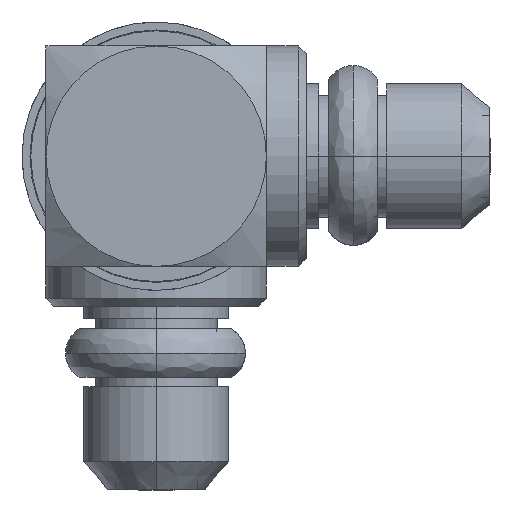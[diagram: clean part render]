
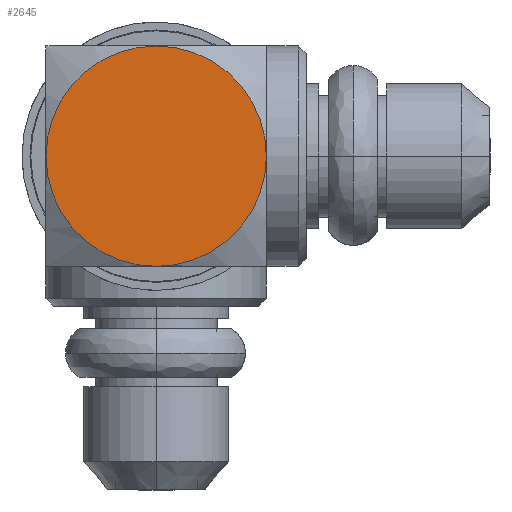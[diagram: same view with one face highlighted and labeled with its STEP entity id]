
A CAD part, left-side view. The second image highlights one B-rep face of the part: STEP entity #2645.
In plain terms, the highlighted planar face has unit normal (-1, 0, 0).
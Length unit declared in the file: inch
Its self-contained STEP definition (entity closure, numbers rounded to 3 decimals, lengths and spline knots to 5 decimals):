
#125 = EDGE_CURVE ( 'NONE', #1127, #2784, #2162, .T. ) ;
#161 = EDGE_CURVE ( 'NONE', #2764, #1127, #1438, .T. ) ;
#222 = CIRCLE ( 'NONE', #973, 0.069 ) ;
#323 = ORIENTED_EDGE ( 'NONE', *, *, #125, .F. ) ;
#381 = FACE_OUTER_BOUND ( 'NONE', #2439, .T. ) ;
#409 = DIRECTION ( 'NONE',  ( 0., 0., -1. ) ) ;
#870 = AXIS2_PLACEMENT_3D ( 'NONE', #2379, #2156, #409 ) ;
#887 = CARTESIAN_POINT ( 'NONE',  ( -0.069, 0., 0. ) ) ;
#905 = ORIENTED_EDGE ( 'NONE', *, *, #161, .F. ) ;
#973 = AXIS2_PLACEMENT_3D ( 'NONE', #887, #2393, #2384 ) ;
#1087 = EDGE_CURVE ( 'NONE', #2564, #2764, #1629, .T. ) ;
#1099 = AXIS2_PLACEMENT_3D ( 'NONE', #1309, #2189, #1356 ) ;
#1127 = VERTEX_POINT ( 'NONE', #1515 ) ;
#1144 = CARTESIAN_POINT ( 'NONE',  ( -0.069, 0., 0. ) ) ;
#1287 = CARTESIAN_POINT ( 'NONE',  ( -0.069, 0., -0.069 ) ) ;
#1309 = CARTESIAN_POINT ( 'NONE',  ( -0.069, 0., 0. ) ) ;
#1310 = DIRECTION ( 'NONE',  ( 0., 0., -1. ) ) ;
#1337 = AXIS2_PLACEMENT_3D ( 'NONE', #1144, #1559, #2675 ) ;
#1356 = DIRECTION ( 'NONE',  ( 0., 0., -1. ) ) ;
#1438 = CIRCLE ( 'NONE', #1099, 0.069 ) ;
#1515 = CARTESIAN_POINT ( 'NONE',  ( -0.069, 0., 0.069 ) ) ;
#1529 = AXIS2_PLACEMENT_3D ( 'NONE', #1997, #2452, #1310 ) ;
#1559 = DIRECTION ( 'NONE',  ( 1., 0., 0. ) ) ;
#1571 = CARTESIAN_POINT ( 'NONE',  ( -0.069, -0.069, 0. ) ) ;
#1629 = CIRCLE ( 'NONE', #1529, 0.069 ) ;
#1962 = PLANE ( 'NONE',  #870 ) ;
#1997 = CARTESIAN_POINT ( 'NONE',  ( -0.069, 0., 0. ) ) ;
#2044 = CARTESIAN_POINT ( 'NONE',  ( -0.069, 0.069, 0. ) ) ;
#2156 = DIRECTION ( 'NONE',  ( 1., 0., 0. ) ) ;
#2162 = CIRCLE ( 'NONE', #1337, 0.069 ) ;
#2189 = DIRECTION ( 'NONE',  ( 1., 0., 0. ) ) ;
#2192 = EDGE_CURVE ( 'NONE', #2784, #2564, #222, .T. ) ;
#2195 = ORIENTED_EDGE ( 'NONE', *, *, #2192, .F. ) ;
#2338 = ORIENTED_EDGE ( 'NONE', *, *, #1087, .F. ) ;
#2379 = CARTESIAN_POINT ( 'NONE',  ( -0.069, -0.069, 0.069 ) ) ;
#2384 = DIRECTION ( 'NONE',  ( 0., 0., -1. ) ) ;
#2393 = DIRECTION ( 'NONE',  ( 1., 0., 0. ) ) ;
#2439 = EDGE_LOOP ( 'NONE', ( #2195, #323, #905, #2338 ) ) ;
#2452 = DIRECTION ( 'NONE',  ( 1., 0., 0. ) ) ;
#2564 = VERTEX_POINT ( 'NONE', #1287 ) ;
#2645 = ADVANCED_FACE ( 'NONE', ( #381 ), #1962, .F. ) ;
#2675 = DIRECTION ( 'NONE',  ( 0., 0., -1. ) ) ;
#2764 = VERTEX_POINT ( 'NONE', #2044 ) ;
#2784 = VERTEX_POINT ( 'NONE', #1571 ) ;
